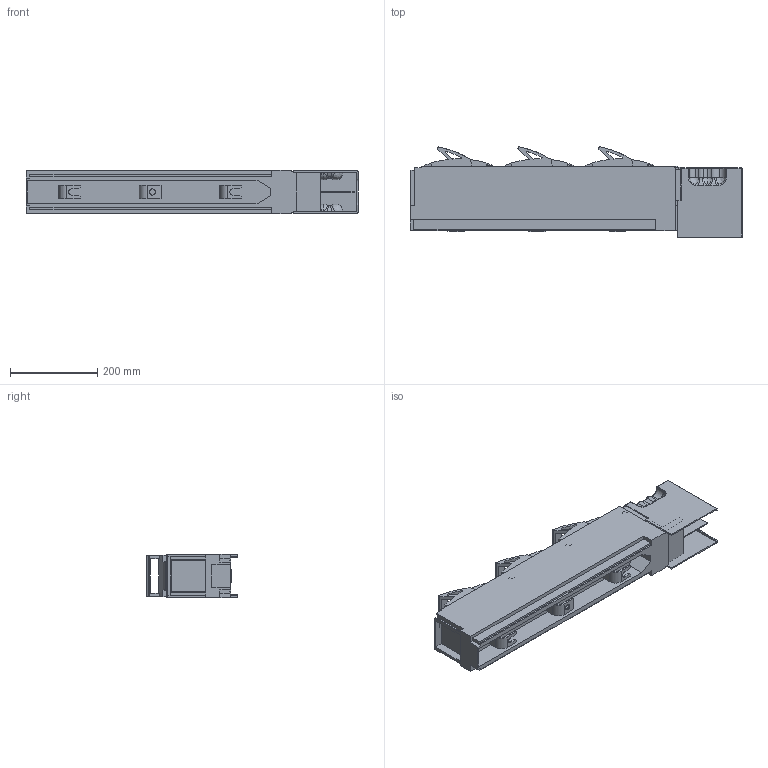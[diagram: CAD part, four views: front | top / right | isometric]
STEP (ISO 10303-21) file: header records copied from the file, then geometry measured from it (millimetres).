
FILE_DESCRIPTION (( 'STEP AP203' ), '1' );
FILE_NAME ('ÓÂÐÝ âåðòèêàëüíûé 400À(ãàá.2)-185 ïîôàçíûé.STEP', '2018-03-15T08:23:20', ( '' ), ( '' ), 'SwSTEP 2.0', 'SolidWorks 2017', '' );
FILE_SCHEMA (( 'CONFIG_CONTROL_DESIGN' ));
Length unit declared in the file: millimetre
Products named in the file (4): Êðûøêà âûõ êîíòàêòîâ ÓÂÐÝ; ÓÂÐÝ âåðòèêàëüíûé 400À(ãàá.2)-185 ïîôàçíûé; Êðûøêà ïðåäîõðàíèòåëÿ ÓÂÐÝ; 扻豵鵨 蚋倎
Assembly tree (5 placements, depth 2):
  ÓÂÐÝ âåðòèêàëüíûé 400À(ãàá.2)-185 ïîôàçíûé
    扻豵鵨 蚋倎
    Êðûøêà ïðåäîõðàíèòåëÿ ÓÂÐÝ  x3
    Êðûøêà âûõ êîíòàêòîâ ÓÂÐÝ
Bounding box: 762 x 206.79 x 99 mm (x, y, z)
Volume: 5170884.6 mm3; surface area: 1013865.2 mm2
Topology: 23 solids, 23 shells, 1024 faces, 2729 edges, 1740 vertices
Faces by surface type: plane 643, cylinder 278, torus 67, bspline 28, sphere 8
Entity records: 24778 total; most frequent: CARTESIAN_POINT 5977, ORIENTED_EDGE 3854, DIRECTION 3828, EDGE_CURVE 1927, LINE 1314, VECTOR 1314, AXIS2_PLACEMENT_3D 1257, VERTEX_POINT 1224
